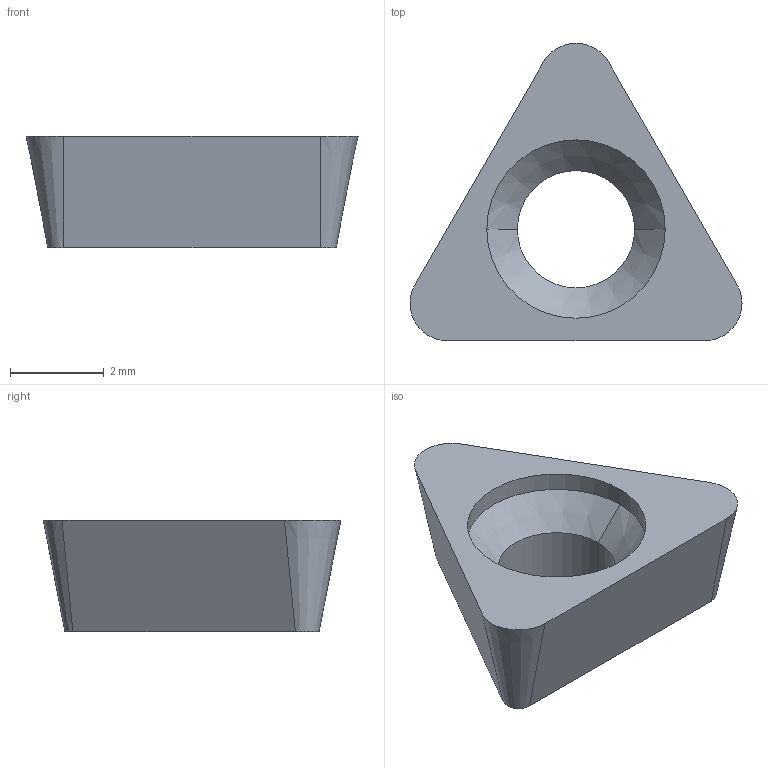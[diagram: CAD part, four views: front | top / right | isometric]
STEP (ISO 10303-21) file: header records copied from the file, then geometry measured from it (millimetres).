
FILE_DESCRIPTION(/* description */ (''),/* implementation_level */ '2;1');
FILE_NAME(/* name */ 'TP080208N.stp',/* time_stamp */ '2021-12-22T08:51:07+09:00',/* author */ (''),/* organization */ (''),/* preprocessor_version */ 'ST-DEVELOPER v16',/* originating_system */ 'SIEMENS PLM Software NX 10.0',/* authorisation */ '');
FILE_SCHEMA (('AUTOMOTIVE_DESIGN { 1 0 10303 214 3 1 1 1 }'));
Length unit declared in the file: millimetre
Products named in the file (1): TP080208L
Bounding box: 7.07 x 6.34 x 2.38 mm (x, y, z)
Volume: 39.4 mm3; surface area: 103.5 mm2
Topology: 1 solids, 1 shells, 14 faces, 38 edges, 34 vertices
Faces by surface type: plane 5, cone 5, cylinder 4
Entity records: 527 total; most frequent: DIRECTION 91, CARTESIAN_POINT 78, ORIENTED_EDGE 64, AXIS2_PLACEMENT_3D 35, EDGE_CURVE 32, LINE 21, VECTOR 21, VERTEX_POINT 20
